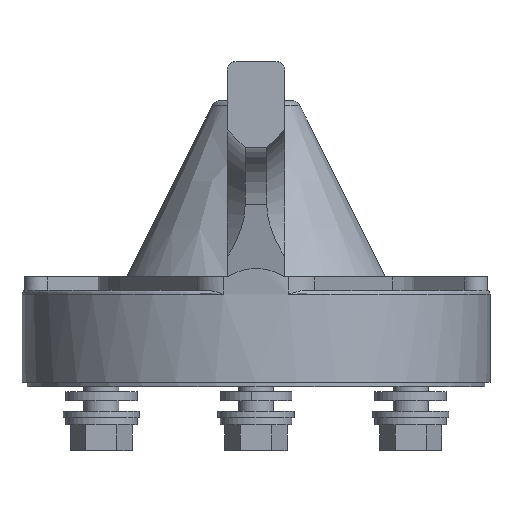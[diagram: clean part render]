
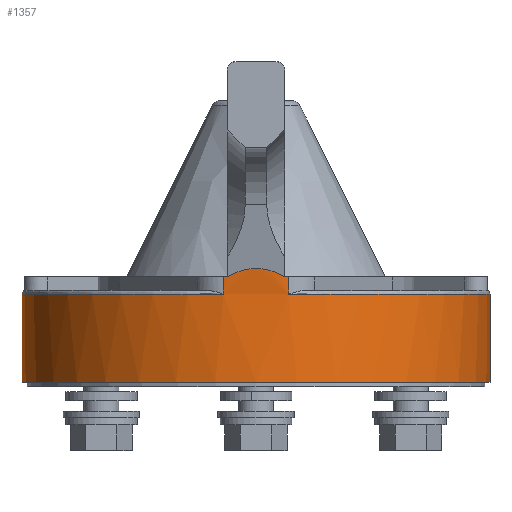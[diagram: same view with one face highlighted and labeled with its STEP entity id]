
A CAD part, front view. The second image highlights one B-rep face of the part: STEP entity #1357.
In plain terms, the highlighted cylindrical face has radius 41.402 mm (diameter 82.804 mm), a partial arc.
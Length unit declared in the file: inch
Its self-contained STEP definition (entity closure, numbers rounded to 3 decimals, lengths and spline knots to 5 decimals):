
#6=CARTESIAN_POINT('',(0.,0.,0.));
#7=DIRECTION('',(0.,0.,1.));
#8=DIRECTION('',(-1.,0.,0.));
#9=AXIS2_PLACEMENT_3D('',#6,#7,#8);
#46=DIRECTION('',(0.,0.,1.));
#47=VECTOR('',#46,0.615);
#48=CARTESIAN_POINT('',(1.63,0.,0.));
#49=LINE('',#48,#47);
#199=CARTESIAN_POINT('',(0.,0.,0.615));
#200=DIRECTION('',(0.,0.,1.));
#201=DIRECTION('',(-1.,0.,0.));
#202=AXIS2_PLACEMENT_3D('',#199,#200,#201);
#204=CARTESIAN_POINT('',(-0.2,-1.61768,0.735));
#205=CARTESIAN_POINT('',(-0.06667,-1.63417,
0.81263));
#206=CARTESIAN_POINT('',(0.06667,-1.63417,
0.81263));
#207=CARTESIAN_POINT('',(0.2,-1.61768,0.735));
#209=CARTESIAN_POINT('',(0.,0.,0.615));
#210=DIRECTION('',(0.,0.,1.));
#211=DIRECTION('',(0.14,-0.99,0.));
#212=AXIS2_PLACEMENT_3D('',#209,#210,#211);
#214=DIRECTION('',(0.,0.,1.));
#215=VECTOR('',#214,0.615);
#216=CARTESIAN_POINT('',(-1.63,0.,0.));
#217=LINE('',#216,#215);
#218=DIRECTION('',(0.,0.,-1.));
#219=VECTOR('',#218,0.12);
#220=CARTESIAN_POINT('',(-0.22743,-1.61406,
0.735));
#221=LINE('',#220,#219);
#238=DIRECTION('',(0.,0.,1.));
#239=VECTOR('',#238,0.12);
#240=CARTESIAN_POINT('',(0.22743,-1.61406,
0.615));
#241=LINE('',#240,#239);
#258=CARTESIAN_POINT('',(0.,0.,0.735));
#259=DIRECTION('',(0.,0.,1.));
#260=DIRECTION('',(-0.14,-0.99,0.));
#261=AXIS2_PLACEMENT_3D('',#258,#259,#260);
#286=CARTESIAN_POINT('',(0.,0.,0.735));
#287=DIRECTION('',(0.,0.,1.));
#288=DIRECTION('',(0.123,-0.992,0.));
#289=AXIS2_PLACEMENT_3D('',#286,#287,#288);
#914=CARTESIAN_POINT('',(1.63,0.,0.));
#915=CARTESIAN_POINT('',(-1.63,0.,0.));
#916=VERTEX_POINT('',#914);
#917=VERTEX_POINT('',#915);
#938=CARTESIAN_POINT('',(0.22743,-1.61406,
0.735));
#940=VERTEX_POINT('',#938);
#948=CARTESIAN_POINT('',(-0.22743,-1.61406,
0.735));
#949=VERTEX_POINT('',#948);
#1030=CARTESIAN_POINT('',(-1.63,0.,0.615));
#1031=CARTESIAN_POINT('',(-0.22743,-1.61406,
0.615));
#1032=VERTEX_POINT('',#1030);
#1033=VERTEX_POINT('',#1031);
#1036=CARTESIAN_POINT('',(1.63,0.,0.615));
#1038=VERTEX_POINT('',#1036);
#1040=CARTESIAN_POINT('',(0.22743,-1.61406,
0.615));
#1041=VERTEX_POINT('',#1040);
#1118=CARTESIAN_POINT('',(-0.2,-1.61768,0.735));
#1119=VERTEX_POINT('',#1118);
#1120=CARTESIAN_POINT('',(0.2,-1.61768,0.735));
#1121=VERTEX_POINT('',#1120);
#1335=CARTESIAN_POINT('',(0.,0.,0.));
#1336=DIRECTION('',(0.,0.,1.));
#1337=DIRECTION('',(1.,0.,0.));
#1338=AXIS2_PLACEMENT_3D('',#1335,#1336,#1337);
#1339=CYLINDRICAL_SURFACE('',#1338,1.63);
#1340=ORIENTED_EDGE('',*,*,#1195,.T.);
#1342=ORIENTED_EDGE('',*,*,#1341,.F.);
#1344=ORIENTED_EDGE('',*,*,#1343,.T.);
#1346=ORIENTED_EDGE('',*,*,#1345,.T.);
#1348=ORIENTED_EDGE('',*,*,#1347,.T.);
#1350=ORIENTED_EDGE('',*,*,#1349,.F.);
#1351=ORIENTED_EDGE('',*,*,#1328,.T.);
#1352=ORIENTED_EDGE('',*,*,#1173,.F.);
#1353=ORIENTED_EDGE('',*,*,#1130,.F.);
#1354=ORIENTED_EDGE('',*,*,#1170,.T.);
#1355=EDGE_LOOP('',(#1340,#1342,#1344,#1346,#1348,#1350,#1351,#1352,#1353,
#1354));
#1356=FACE_OUTER_BOUND('',#1355,.F.);
#1357=ADVANCED_FACE('',(#1356),#1339,.T.);
#10=CIRCLE('',#9,1.63);
#203=CIRCLE('',#202,1.63);
#208=B_SPLINE_CURVE_WITH_KNOTS('',3,(#204,#205,#206,#207),.UNSPECIFIED.,.F.,.F.,
(4,4),(0.,1.),.UNSPECIFIED.);
#213=CIRCLE('',#212,1.63);
#262=CIRCLE('',#261,1.63);
#290=CIRCLE('',#289,1.63);
#1130=EDGE_CURVE('',#917,#916,#10,.T.);
#1170=EDGE_CURVE('',#917,#1032,#217,.T.);
#1173=EDGE_CURVE('',#916,#1038,#49,.T.);
#1195=EDGE_CURVE('',#1032,#1033,#203,.T.);
#1328=EDGE_CURVE('',#1041,#1038,#213,.T.);
#1341=EDGE_CURVE('',#949,#1033,#221,.T.);
#1343=EDGE_CURVE('',#949,#1119,#262,.T.);
#1345=EDGE_CURVE('',#1119,#1121,#208,.T.);
#1347=EDGE_CURVE('',#1121,#940,#290,.T.);
#1349=EDGE_CURVE('',#1041,#940,#241,.T.);
